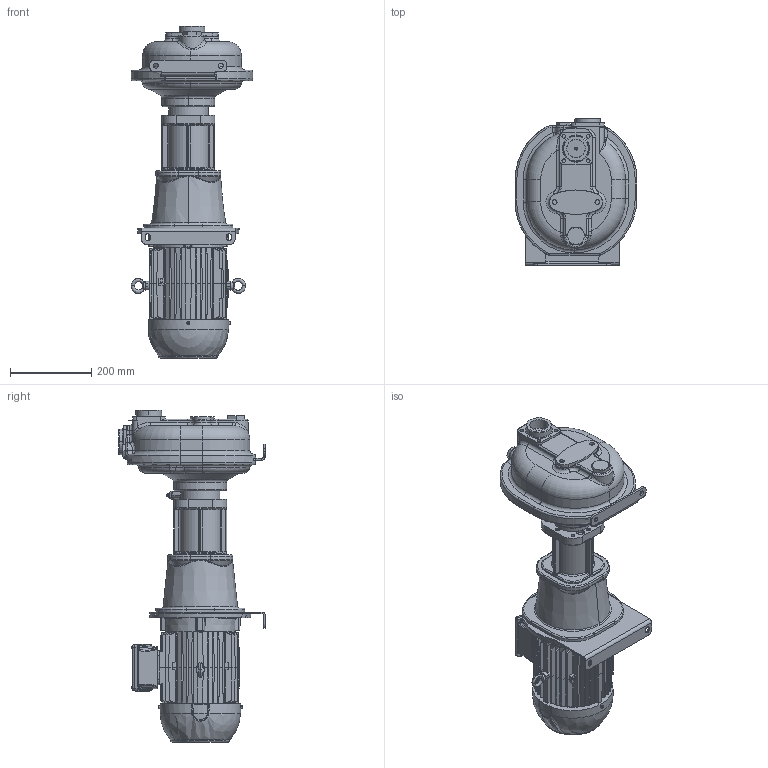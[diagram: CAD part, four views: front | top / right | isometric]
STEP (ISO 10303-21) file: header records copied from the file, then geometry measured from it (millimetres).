
FILE_DESCRIPTION((''),'2;1');
FILE_NAME('S_46-50_K_BBT','2022-05-02T11:03:02',('Nicola'),(''),'CREO PARAMETRIC BY PTC INC, 2020354','CREO PARAMETRIC BY PTC INC, 2020354','');
FILE_SCHEMA(('CONFIG_CONTROL_DESIGN'));
Products named in the file (1): S_46-50_K_BBT
Bounding box: 300 x 361 x 818.1 mm (x, y, z)
Volume: 18086625.7 mm3; surface area: 1302862.3 mm2
Topology: 1 solids, 2 shells, 2717 faces, 6806 edges, 4276 vertices
Faces by surface type: plane 1557, cylinder 504, bspline 248, cone 206, torus 173, sphere 25, extrusion 4
Entity records: 121119 total; most frequent: CARTESIAN_POINT 58279, ORIENTED_EDGE 13608, DIRECTION 12165, EDGE_CURVE 6804, VERTEX_POINT 4276, AXIS2_PLACEMENT_3D 4170, VECTOR 3825, LINE 3821
